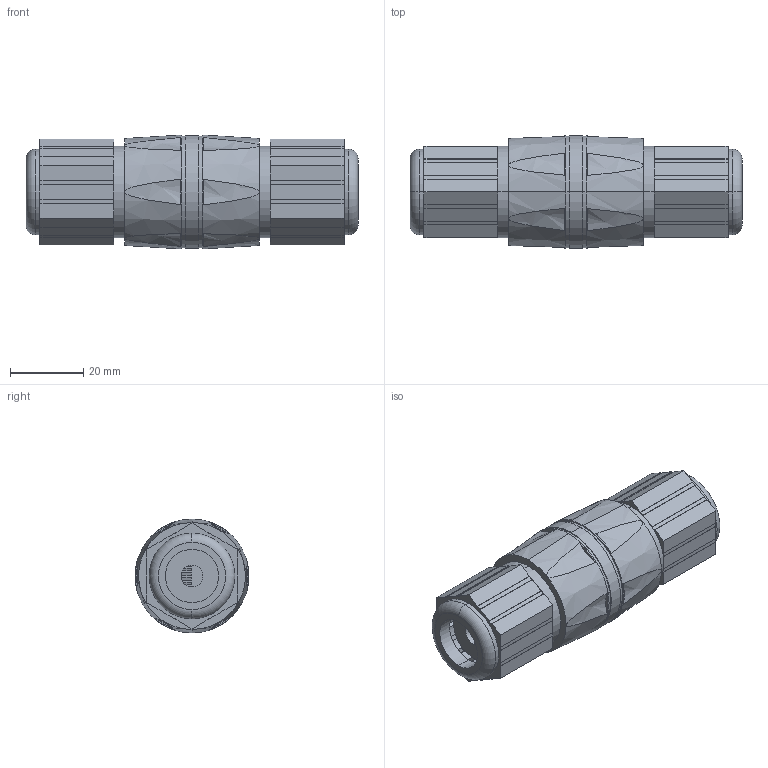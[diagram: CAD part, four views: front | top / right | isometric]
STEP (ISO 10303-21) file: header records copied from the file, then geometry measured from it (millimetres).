
FILE_DESCRIPTION (( 'STEP AP203' ), '1' );
FILE_NAME ('CG-DRJ.STEP', '2010-06-01T15:20:58', ( 'x' ), ( 'Microsoft' ), 'SwSTEP 2.0', 'SolidWorks 2010', '' );
FILE_SCHEMA (( 'CONFIG_CONTROL_DESIGN' ));
Length unit declared in the file: inch
Products named in the file (7): CG-RJ-MA6; CG-RJ-MA1; CG-DRJ; CG-RJ-MA3; CG-RJ-MA5; CG-RJ-MA4; CG-RJ-MA2
Assembly tree (10 placements, depth 2):
  CG-DRJ
    CG-RJ-MA3  x2
    CG-RJ-MA5
    CG-RJ-MA4  x2
    CG-RJ-MA2  x2
    CG-RJ-MA6
    CG-RJ-MA1  x2
Bounding box: 90.47 x 31.04 x 31.04 mm (x, y, z)
Volume: 37072.6 mm3; surface area: 36941.2 mm2
Topology: 10 solids, 11 shells, 963 faces, 2401 edges, 1494 vertices
Faces by surface type: plane 383, cone 378, cylinder 160, torus 30, bspline 12
Entity records: 20117 total; most frequent: CARTESIAN_POINT 4098, DIRECTION 3178, ORIENTED_EDGE 3152, EDGE_CURVE 1576, AXIS2_PLACEMENT_3D 1104, VERTEX_POINT 982, LINE 970, VECTOR 970
